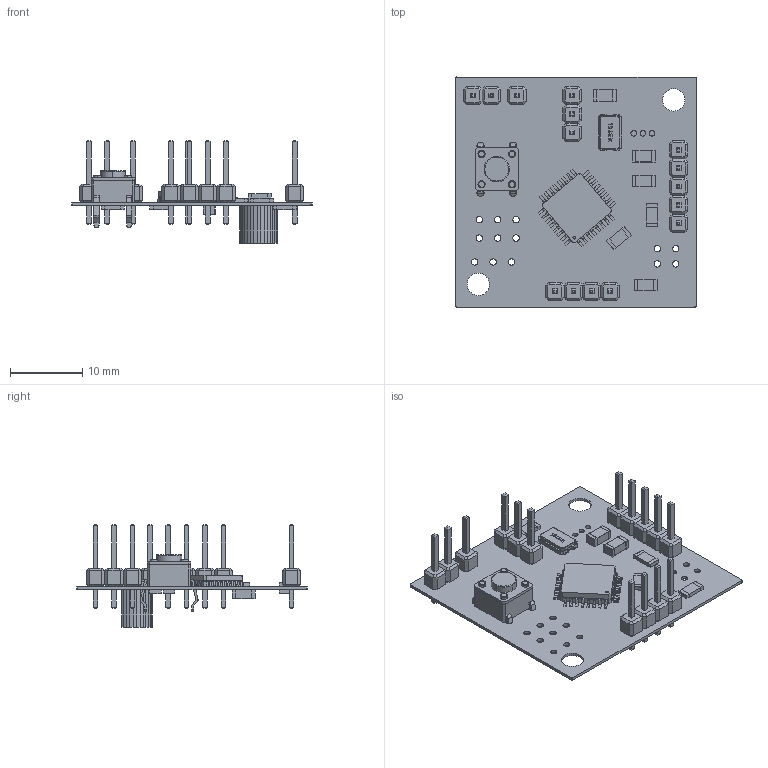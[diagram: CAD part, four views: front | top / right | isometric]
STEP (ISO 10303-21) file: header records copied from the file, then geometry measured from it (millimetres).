
FILE_DESCRIPTION(('Open CASCADE Model'),'2;1');
FILE_NAME('Open CASCADE Shape Model','2020-06-17T17:03:56',('Author'),( 'Open CASCADE'),'Open CASCADE STEP processor 6.8','Open CASCADE 6.8' ,'Unknown');
FILE_SCHEMA(('AUTOMOTIVE_DESIGN { 1 0 10303 214 1 1 1 1 }'));
Length unit declared in the file: millimetre
Products named in the file (43): PCB; Board; U2; 890329344; Extruded; R8; R1206-0.55; R7; CONN3; 1x5x2.54_Pin_Header_TH__V; 1x1x2.54_Pin_Header_TH_V; R4; U1; User_Library-QFP32; User_Library-QFP32_User_Library-PQFP_32_P0.8_QFPbody_1; User_Library-QFP32_User_Library-PQFP_32_P0.8_QFPleg_1; User_Library-QFP32_User_Library-PQFP_32_P0.8_QFPleg_MIR1_1; User_Library-QFP32_User_Library-PQFP_32_P0.8_QFPleg_MIR_1; CONN1; 1x4x2.54_Pin_Header_TH__V; C4; C1206-1.25; C5; PB1; Tack_Switch_6x6_1mm; R1; R2; X1; 2-SMD; R5; R6; CONN6; CONN7; 1x2x2.54_Pin_Header_TH__V; C7; CONN2; 1x3x2.54_Pin_Header_TH__V
Assembly tree (97 placements, depth 4):
  PCB
    Board
    U2
      890329344
        Extruded
    R8
      R1206-0.55
      R1206-0.55
    R7
      R1206-0.55
      R1206-0.55
    CONN3
      1x5x2.54_Pin_Header_TH__V
        1x1x2.54_Pin_Header_TH_V  x5
    R4
      R1206-0.55
      R1206-0.55
    U1
      User_Library-QFP32
        User_Library-QFP32_User_Library-PQFP_32_P0.8_QFPbody_1
        User_Library-QFP32_User_Library-PQFP_32_P0.8_QFPleg_1  x16
        User_Library-QFP32_User_Library-PQFP_32_P0.8_QFPleg_MIR1_1  x8
        User_Library-QFP32_User_Library-PQFP_32_P0.8_QFPleg_MIR_1  x8
    CONN1
      1x4x2.54_Pin_Header_TH__V
        1x1x2.54_Pin_Header_TH_V  x4
    C4
      C1206-1.25
      C1206-1.25
    C5
      C1206-1.25
      C1206-1.25
    PB1
      Tack_Switch_6x6_1mm
    R1
      R1206-0.55
      R1206-0.55
    R2
      R1206-0.55
      R1206-0.55
    X1
      2-SMD
    R5
      R1206-0.55
      R1206-0.55
    R6
      R1206-0.55
      R1206-0.55
    CONN6
      1x1x2.54_Pin_Header_TH_V
    CONN7
      1x2x2.54_Pin_Header_TH__V
        1x1x2.54_Pin_Header_TH_V  x2
    C7
      C1206-1.25
      C1206-1.25
    CONN2
      1x3x2.54_Pin_Header_TH__V
        1x1x2.54_Pin_Header_TH_V  x3
Bounding box: 33.25 x 31.79 x 14.16 mm (x, y, z)
Volume: 1061.5 mm3; surface area: 3824.4 mm2
Topology: 85 solids, 85 shells, 1893 faces, 4451 edges, 2752 vertices
Faces by surface type: plane 1531, cylinder 318, sphere 24, torus 14, bspline 6
Full cylindrical faces by diameter (mm): 0.75 x3, 0.87 x7, 0.9 x6, 1 x19, 3.1 x2
Entity records: 25537 total; most frequent: CARTESIAN_POINT 3998, DIRECTION 3597, ORIENTED_EDGE 3422, EDGE_CURVE 1711, LINE 1399, VECTOR 1399, AXIS2_PLACEMENT_3D 1099, VERTEX_POINT 1076
